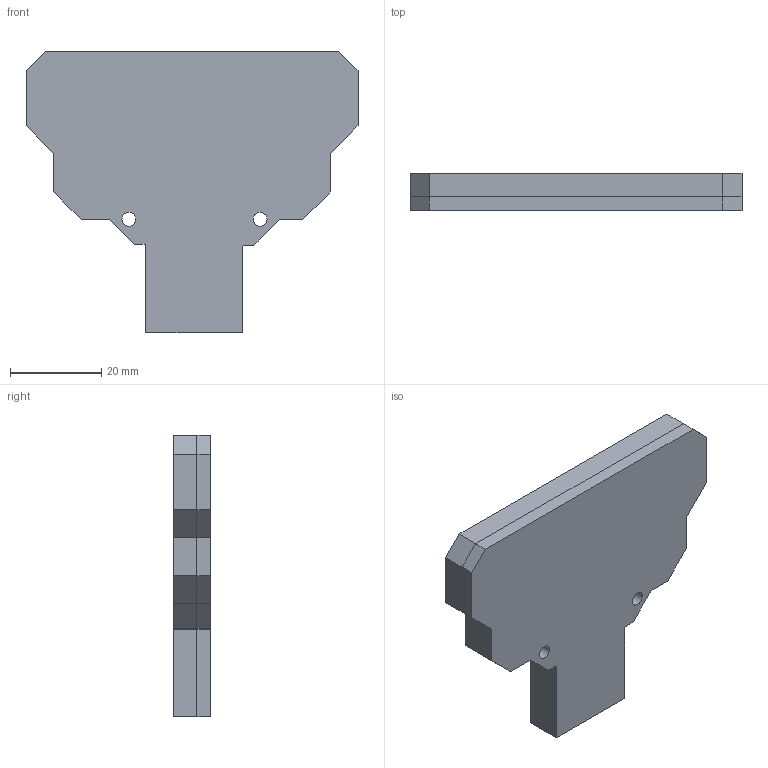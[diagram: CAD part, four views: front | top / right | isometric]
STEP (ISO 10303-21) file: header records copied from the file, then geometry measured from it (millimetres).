
FILE_DESCRIPTION(/* description */ (''),/* implementation_level */ '2;1');
FILE_NAME(/* name */ 'idkpad_hacklcub v21.step',/* time_stamp */ '2024-10-08T09:49:42+06:00',/* author */ (''),/* organization */ (''),/* preprocessor_version */ 'ST-DEVELOPER v20',/* originating_system */ 'Autodesk Translation Framework v13.20.0.188',/* authorisation */ '');
FILE_SCHEMA (('AUTOMOTIVE_DESIGN { 1 0 10303 214 3 1 1 }'));
Length unit declared in the file: inch
Products named in the file (1): idkpad_hacklcub
Bounding box: 72.69 x 8.16 x 61.58 mm (x, y, z)
Volume: 10096.5 mm3; surface area: 10094.6 mm2
Topology: 2 solids, 2 shells, 98 faces, 284 edges, 189 vertices
Faces by surface type: plane 96, cylinder 2
Full cylindrical faces by diameter (mm): 3.048 x2
Entity records: 3210 total; most frequent: CARTESIAN_POINT 572, ORIENTED_EDGE 568, DIRECTION 486, EDGE_CURVE 284, LINE 280, VECTOR 280, VERTEX_POINT 189, EDGE_LOOP 103
